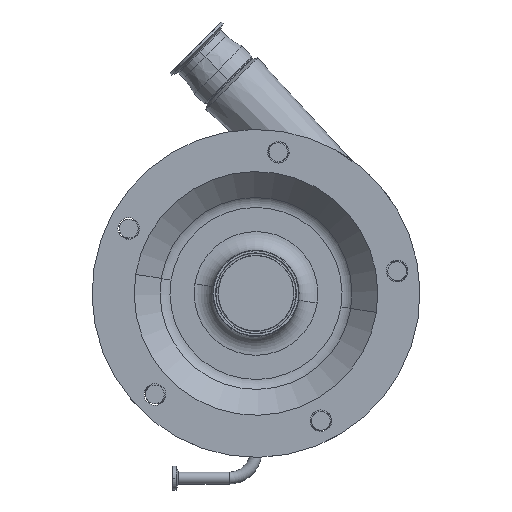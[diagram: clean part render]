
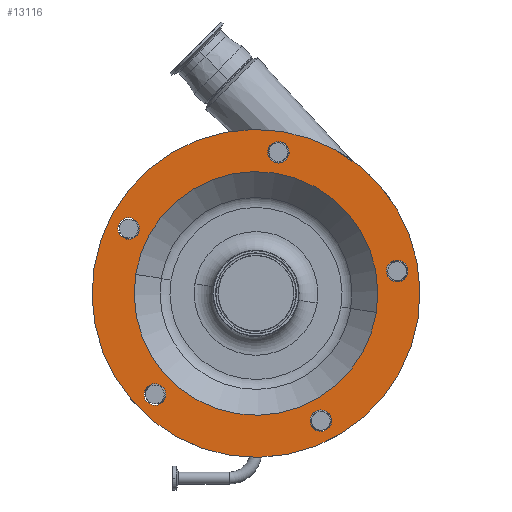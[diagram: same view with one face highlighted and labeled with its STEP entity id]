
A CAD part, top view. The second image highlights one B-rep face of the part: STEP entity #13116.
In plain terms, the highlighted planar face has unit normal (0, 0, 1).
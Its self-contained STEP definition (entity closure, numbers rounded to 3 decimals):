
#294 = VERTEX_POINT ( 'NONE', #2447 ) ;
#1080 = DIRECTION ( 'NONE',  ( 0.988, -0.156, 0. ) ) ;
#2447 = CARTESIAN_POINT ( 'NONE',  ( -172.845, 27.376, 265.65 ) ) ;
#2492 = EDGE_LOOP ( 'NONE', ( #14476, #49778 ) ) ;
#2541 = EDGE_LOOP ( 'NONE', ( #43124, #15781 ) ) ;
#2655 = VERTEX_POINT ( 'NONE', #29184 ) ;
#2685 = CARTESIAN_POINT ( 'NONE',  ( 57.875, -134.079, 265.65 ) ) ;
#2841 = CARTESIAN_POINT ( 'NONE',  ( 161.981, 22.057, 265.65 ) ) ;
#2940 = CARTESIAN_POINT ( 'NONE',  ( 69.234, -135.878, 265.65 ) ) ;
#3319 = CIRCLE ( 'NONE', #22501, 11.5 ) ;
#4034 = DIRECTION ( 'NONE',  ( 0., 0., 1. ) ) ;
#4111 = CARTESIAN_POINT ( 'NONE',  ( 27.376, 172.845, 265.65 ) ) ;
#4304 = CARTESIAN_POINT ( 'NONE',  ( 128.399, -20.336, 265.65 ) ) ;
#4771 = DIRECTION ( 'NONE',  ( 0.988, -0.156, 0. ) ) ;
#5110 = ORIENTED_EDGE ( 'NONE', *, *, #51308, .T. ) ;
#5341 = AXIS2_PLACEMENT_3D ( 'NONE', #4111, #36002, #28141 ) ;
#5528 = EDGE_CURVE ( 'NONE', #16690, #20785, #47519, .T. ) ;
#5725 = CIRCLE ( 'NONE', #7393, 175. ) ;
#5885 = EDGE_CURVE ( 'NONE', #20785, #16690, #50047, .T. ) ;
#5895 = VERTEX_POINT ( 'NONE', #40840 ) ;
#6184 = VERTEX_POINT ( 'NONE', #2685 ) ;
#6770 = AXIS2_PLACEMENT_3D ( 'NONE', #43998, #12367, #28319 ) ;
#7393 = AXIS2_PLACEMENT_3D ( 'NONE', #32189, #43940, #1080 ) ;
#7397 = CIRCLE ( 'NONE', #49169, 11.5 ) ;
#7617 = EDGE_LOOP ( 'NONE', ( #32335, #46555 ) ) ;
#7669 = CARTESIAN_POINT ( 'NONE',  ( 23.856, 150.622, 265.65 ) ) ;
#7681 = DIRECTION ( 'NONE',  ( 0.988, -0.156, 0. ) ) ;
#7887 = DIRECTION ( 'NONE',  ( 0., 0., 1. ) ) ;
#8188 = AXIS2_PLACEMENT_3D ( 'NONE', #20460, #11856, #20984 ) ;
#8756 = EDGE_CURVE ( 'NONE', #24097, #2655, #38458, .T. ) ;
#8773 = DIRECTION ( 'NONE',  ( 0.988, -0.156, 0. ) ) ;
#8999 = CIRCLE ( 'NONE', #44904, 11.5 ) ;
#9347 = DIRECTION ( 'NONE',  ( 0.988, -0.156, 0. ) ) ;
#9549 = DIRECTION ( 'NONE',  ( 0., 0., 1. ) ) ;
#10371 = EDGE_CURVE ( 'NONE', #19695, #39948, #32670, .T. ) ;
#10827 = CIRCLE ( 'NONE', #20838, 11.5 ) ;
#10903 = AXIS2_PLACEMENT_3D ( 'NONE', #24936, #29379, #21030 ) ;
#10977 = ORIENTED_EDGE ( 'NONE', *, *, #33380, .T. ) ;
#11856 = DIRECTION ( 'NONE',  ( 0., 0., 1. ) ) ;
#12367 = DIRECTION ( 'NONE',  ( 0., 0., 1. ) ) ;
#13116 = ADVANCED_FACE ( 'NONE', ( #15860, #43830, #31826, #31292, #47761, #27888, #23966 ), #39909, .F. ) ;
#13149 = CIRCLE ( 'NONE', #40690, 175. ) ;
#13905 = DIRECTION ( 'NONE',  ( 0.988, -0.156, 0. ) ) ;
#14476 = ORIENTED_EDGE ( 'NONE', *, *, #5885, .F. ) ;
#14863 = AXIS2_PLACEMENT_3D ( 'NONE', #30967, #4034, #7681 ) ;
#15066 = VERTEX_POINT ( 'NONE', #16675 ) ;
#15466 = CARTESIAN_POINT ( 'NONE',  ( 150.622, 23.856, 265.65 ) ) ;
#15599 = CARTESIAN_POINT ( 'NONE',  ( -96.475, -109.633, 265.65 ) ) ;
#15741 = CIRCLE ( 'NONE', #28976, 130. ) ;
#15781 = ORIENTED_EDGE ( 'NONE', *, *, #34612, .F. ) ;
#15860 = FACE_BOUND ( 'NONE', #38173, .T. ) ;
#16675 = CARTESIAN_POINT ( 'NONE',  ( 139.264, 25.655, 265.65 ) ) ;
#16690 = VERTEX_POINT ( 'NONE', #23593 ) ;
#17562 = CARTESIAN_POINT ( 'NONE',  ( 172.845, -27.376, 265.65 ) ) ;
#19042 = CIRCLE ( 'NONE', #8188, 11.5 ) ;
#19119 = ORIENTED_EDGE ( 'NONE', *, *, #39524, .F. ) ;
#19562 = EDGE_CURVE ( 'NONE', #6184, #45119, #10827, .T. ) ;
#19614 = ORIENTED_EDGE ( 'NONE', *, *, #49616, .F. ) ;
#19695 = VERTEX_POINT ( 'NONE', #34803 ) ;
#20460 = CARTESIAN_POINT ( 'NONE',  ( 150.622, 23.856, 265.65 ) ) ;
#20785 = VERTEX_POINT ( 'NONE', #24367 ) ;
#20838 = AXIS2_PLACEMENT_3D ( 'NONE', #2940, #28007, #42909 ) ;
#20984 = DIRECTION ( 'NONE',  ( 0.988, -0.156, 0. ) ) ;
#21030 = DIRECTION ( 'NONE',  ( 0.988, -0.156, 0. ) ) ;
#22381 = CARTESIAN_POINT ( 'NONE',  ( -147.237, 71.033, 265.65 ) ) ;
#22501 = AXIS2_PLACEMENT_3D ( 'NONE', #22704, #29751, #26606 ) ;
#22704 = CARTESIAN_POINT ( 'NONE',  ( 69.234, -135.878, 265.65 ) ) ;
#22754 = ORIENTED_EDGE ( 'NONE', *, *, #19562, .F. ) ;
#23230 = DIRECTION ( 'NONE',  ( 0.988, -0.156, 0. ) ) ;
#23475 = EDGE_CURVE ( 'NONE', #5895, #35686, #7397, .T. ) ;
#23593 = CARTESIAN_POINT ( 'NONE',  ( 12.498, 152.421, 265.65 ) ) ;
#23966 = FACE_OUTER_BOUND ( 'NONE', #30848, .T. ) ;
#24051 = CIRCLE ( 'NONE', #14863, 11.5 ) ;
#24097 = VERTEX_POINT ( 'NONE', #4304 ) ;
#24302 = CARTESIAN_POINT ( 'NONE',  ( 80.592, -137.677, 265.65 ) ) ;
#24367 = CARTESIAN_POINT ( 'NONE',  ( 35.215, 148.823, 265.65 ) ) ;
#24588 = ORIENTED_EDGE ( 'NONE', *, *, #8756, .F. ) ;
#24936 = CARTESIAN_POINT ( 'NONE',  ( 0., 0., 265.65 ) ) ;
#24962 = AXIS2_PLACEMENT_3D ( 'NONE', #7669, #40577, #4771 ) ;
#25248 = DIRECTION ( 'NONE',  ( 0.988, -0.156, 0. ) ) ;
#25571 = VERTEX_POINT ( 'NONE', #17562 ) ;
#26606 = DIRECTION ( 'NONE',  ( 0.988, -0.156, 0. ) ) ;
#27888 = FACE_BOUND ( 'NONE', #7617, .T. ) ;
#28007 = DIRECTION ( 'NONE',  ( 0., 0., 1. ) ) ;
#28016 = DIRECTION ( 'NONE',  ( 0.988, -0.156, 0. ) ) ;
#28141 = DIRECTION ( 'NONE',  ( 0., -1., 0. ) ) ;
#28319 = DIRECTION ( 'NONE',  ( 0.988, -0.156, 0. ) ) ;
#28976 = AXIS2_PLACEMENT_3D ( 'NONE', #30818, #51188, #23230 ) ;
#29184 = CARTESIAN_POINT ( 'NONE',  ( -128.399, 20.336, 265.65 ) ) ;
#29379 = DIRECTION ( 'NONE',  ( 0., 0., 1. ) ) ;
#29751 = DIRECTION ( 'NONE',  ( 0., 0., 1. ) ) ;
#29990 = DIRECTION ( 'NONE',  ( 0., 0., 1. ) ) ;
#30818 = CARTESIAN_POINT ( 'NONE',  ( 0., 0., 265.65 ) ) ;
#30848 = EDGE_LOOP ( 'NONE', ( #10977, #5110 ) ) ;
#30967 = CARTESIAN_POINT ( 'NONE',  ( -107.834, -107.834, 265.65 ) ) ;
#31292 = FACE_BOUND ( 'NONE', #50569, .T. ) ;
#31501 = EDGE_CURVE ( 'NONE', #2655, #24097, #15741, .T. ) ;
#31826 = FACE_BOUND ( 'NONE', #2541, .T. ) ;
#32189 = CARTESIAN_POINT ( 'NONE',  ( 0., 0., 265.65 ) ) ;
#32335 = ORIENTED_EDGE ( 'NONE', *, *, #10371, .F. ) ;
#32385 = CIRCLE ( 'NONE', #39098, 11.5 ) ;
#32670 = CIRCLE ( 'NONE', #6770, 11.5 ) ;
#33371 = AXIS2_PLACEMENT_3D ( 'NONE', #49719, #49212, #13905 ) ;
#33380 = EDGE_CURVE ( 'NONE', #25571, #294, #13149, .T. ) ;
#34259 = EDGE_CURVE ( 'NONE', #39948, #19695, #32385, .T. ) ;
#34612 = EDGE_CURVE ( 'NONE', #15066, #39473, #19042, .T. ) ;
#34803 = CARTESIAN_POINT ( 'NONE',  ( -124.52, 67.435, 265.65 ) ) ;
#35192 = EDGE_CURVE ( 'NONE', #39473, #15066, #8999, .T. ) ;
#35686 = VERTEX_POINT ( 'NONE', #15599 ) ;
#36002 = DIRECTION ( 'NONE',  ( 0., 0., -1. ) ) ;
#38173 = EDGE_LOOP ( 'NONE', ( #24588, #45650 ) ) ;
#38458 = CIRCLE ( 'NONE', #10903, 130. ) ;
#39098 = AXIS2_PLACEMENT_3D ( 'NONE', #41431, #9549, #25248 ) ;
#39103 = EDGE_LOOP ( 'NONE', ( #19614, #47137 ) ) ;
#39473 = VERTEX_POINT ( 'NONE', #2841 ) ;
#39524 = EDGE_CURVE ( 'NONE', #45119, #6184, #3319, .T. ) ;
#39909 = PLANE ( 'NONE',  #5341 ) ;
#39948 = VERTEX_POINT ( 'NONE', #22381 ) ;
#40577 = DIRECTION ( 'NONE',  ( 0., 0., 1. ) ) ;
#40690 = AXIS2_PLACEMENT_3D ( 'NONE', #41752, #29990, #9347 ) ;
#40840 = CARTESIAN_POINT ( 'NONE',  ( -119.192, -106.035, 265.65 ) ) ;
#41431 = CARTESIAN_POINT ( 'NONE',  ( -135.878, 69.234, 265.65 ) ) ;
#41752 = CARTESIAN_POINT ( 'NONE',  ( 0., 0., 265.65 ) ) ;
#42909 = DIRECTION ( 'NONE',  ( 0.988, -0.156, 0. ) ) ;
#43124 = ORIENTED_EDGE ( 'NONE', *, *, #35192, .F. ) ;
#43830 = FACE_BOUND ( 'NONE', #2492, .T. ) ;
#43940 = DIRECTION ( 'NONE',  ( 0., 0., 1. ) ) ;
#43998 = CARTESIAN_POINT ( 'NONE',  ( -135.878, 69.234, 265.65 ) ) ;
#44074 = CARTESIAN_POINT ( 'NONE',  ( -107.834, -107.834, 265.65 ) ) ;
#44904 = AXIS2_PLACEMENT_3D ( 'NONE', #15466, #7887, #28016 ) ;
#45119 = VERTEX_POINT ( 'NONE', #24302 ) ;
#45650 = ORIENTED_EDGE ( 'NONE', *, *, #31501, .F. ) ;
#46555 = ORIENTED_EDGE ( 'NONE', *, *, #34259, .F. ) ;
#47137 = ORIENTED_EDGE ( 'NONE', *, *, #23475, .F. ) ;
#47519 = CIRCLE ( 'NONE', #24962, 11.5 ) ;
#47761 = FACE_BOUND ( 'NONE', #39103, .T. ) ;
#48263 = DIRECTION ( 'NONE',  ( 0., 0., 1. ) ) ;
#49169 = AXIS2_PLACEMENT_3D ( 'NONE', #44074, #48263, #8773 ) ;
#49212 = DIRECTION ( 'NONE',  ( 0., 0., 1. ) ) ;
#49616 = EDGE_CURVE ( 'NONE', #35686, #5895, #24051, .T. ) ;
#49719 = CARTESIAN_POINT ( 'NONE',  ( 23.856, 150.622, 265.65 ) ) ;
#49778 = ORIENTED_EDGE ( 'NONE', *, *, #5528, .F. ) ;
#50047 = CIRCLE ( 'NONE', #33371, 11.5 ) ;
#50569 = EDGE_LOOP ( 'NONE', ( #19119, #22754 ) ) ;
#51188 = DIRECTION ( 'NONE',  ( 0., 0., 1. ) ) ;
#51308 = EDGE_CURVE ( 'NONE', #294, #25571, #5725, .T. ) ;
